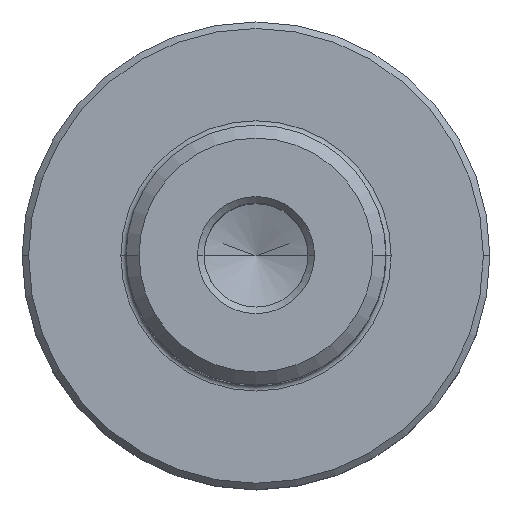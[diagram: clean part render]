
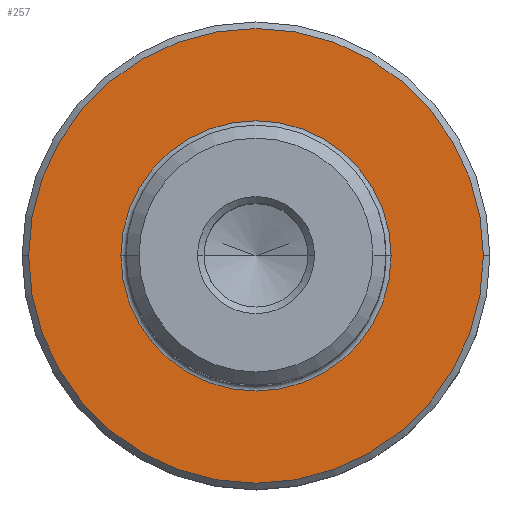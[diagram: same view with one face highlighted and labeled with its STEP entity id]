
A CAD part, top view. The second image highlights one B-rep face of the part: STEP entity #257.
In plain terms, the highlighted planar face has unit normal (0, 0, 1).
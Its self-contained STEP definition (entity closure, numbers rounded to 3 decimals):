
#257=ADVANCED_FACE('',(#309,#310),#285,.T.);
#285=PLANE('',#868);
#309=FACE_BOUND('',#336,.T.);
#310=FACE_BOUND('',#337,.T.);
#336=EDGE_LOOP('',(#477,#478));
#337=EDGE_LOOP('',(#479,#480));
#477=ORIENTED_EDGE('',*,*,#722,.F.);
#478=ORIENTED_EDGE('',*,*,#723,.F.);
#479=ORIENTED_EDGE('',*,*,#721,.F.);
#480=ORIENTED_EDGE('',*,*,#724,.F.);
#629=VERTEX_POINT('',#1835);
#630=VERTEX_POINT('',#1837);
#631=VERTEX_POINT('',#1841);
#632=VERTEX_POINT('',#1842);
#721=EDGE_CURVE('',#630,#629,#791,.T.);
#722=EDGE_CURVE('',#631,#632,#792,.T.);
#723=EDGE_CURVE('',#632,#631,#793,.T.);
#724=EDGE_CURVE('',#629,#630,#794,.T.);
#791=CIRCLE('',#863,10.4);
#792=CIRCLE('',#865,17.5);
#793=CIRCLE('',#866,17.5);
#794=CIRCLE('',#867,10.4);
#863=AXIS2_PLACEMENT_3D('',#1838,#999,#1000);
#865=AXIS2_PLACEMENT_3D('',#1840,#1003,#1004);
#866=AXIS2_PLACEMENT_3D('',#1843,#1005,#1006);
#867=AXIS2_PLACEMENT_3D('',#1844,#1007,#1008);
#868=AXIS2_PLACEMENT_3D('',#1845,#1009,#1010);
#999=DIRECTION('',(0.,0.,1.));
#1000=DIRECTION('',(1.,0.,0.));
#1003=DIRECTION('',(0.,0.,-1.));
#1004=DIRECTION('',(-1.,0.,0.));
#1005=DIRECTION('',(0.,0.,-1.));
#1006=DIRECTION('',(1.,0.,0.));
#1007=DIRECTION('',(0.,0.,1.));
#1008=DIRECTION('',(-1.,0.,0.));
#1009=DIRECTION('',(0.,0.,1.));
#1010=DIRECTION('',(1.,0.,0.));
#1835=CARTESIAN_POINT('',(-10.4,0.,11.));
#1837=CARTESIAN_POINT('',(10.4,0.,11.));
#1838=CARTESIAN_POINT('',(0.,0.,11.));
#1840=CARTESIAN_POINT('',(0.,0.,11.));
#1841=CARTESIAN_POINT('',(-17.5,0.,11.));
#1842=CARTESIAN_POINT('',(17.5,0.,11.));
#1843=CARTESIAN_POINT('',(0.,0.,11.));
#1844=CARTESIAN_POINT('',(0.,0.,11.));
#1845=CARTESIAN_POINT('',(0.,0.,11.));
